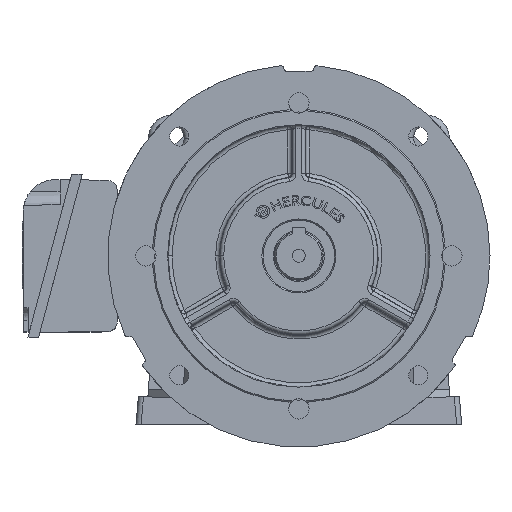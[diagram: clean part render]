
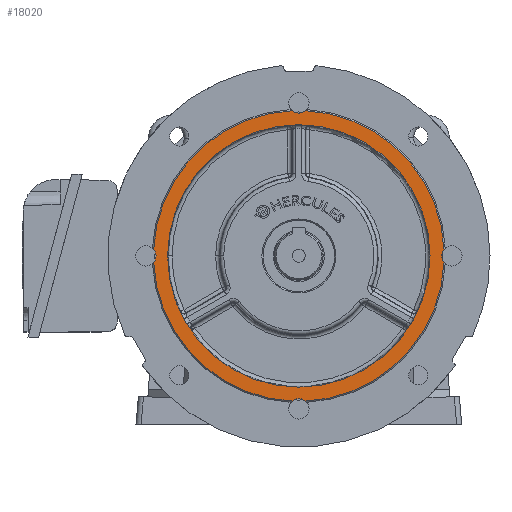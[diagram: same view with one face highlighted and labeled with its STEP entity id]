
A CAD part, top view. The second image highlights one B-rep face of the part: STEP entity #18020.
In plain terms, the highlighted planar face has unit normal (0, 0, 1).
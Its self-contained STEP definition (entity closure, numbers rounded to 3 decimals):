
#827 = DIRECTION ( 'NONE',  ( 0., 1., 0. ) ) ;
#1695 = CARTESIAN_POINT ( 'NONE',  ( 0., 0., 66.5 ) ) ;
#2168 = CIRCLE ( 'NONE', #22872, 8. ) ;
#2279 = VERTEX_POINT ( 'NONE', #58822 ) ;
#2904 = ORIENTED_EDGE ( 'NONE', *, *, #30769, .F. ) ;
#4913 = CARTESIAN_POINT ( 'NONE',  ( 0., -120., 66.5 ) ) ;
#5012 = CARTESIAN_POINT ( 'NONE',  ( 0., 95., 66.5 ) ) ;
#5325 = DIRECTION ( 'NONE',  ( -1., 0., 0. ) ) ;
#5595 = DIRECTION ( 'NONE',  ( 1., 0., 0. ) ) ;
#5710 = VERTEX_POINT ( 'NONE', #58246 ) ;
#6426 = CARTESIAN_POINT ( 'NONE',  ( -120., 0., 66.5 ) ) ;
#7333 = CARTESIAN_POINT ( 'NONE',  ( 0., 0., 66.5 ) ) ;
#7936 = EDGE_CURVE ( 'NONE', #45029, #16761, #34568, .T. ) ;
#10651 = FACE_OUTER_BOUND ( 'NONE', #17882, .T. ) ;
#11119 = EDGE_LOOP ( 'NONE', ( #74591, #57743 ) ) ;
#11612 = DIRECTION ( 'NONE',  ( 1., 0., 0. ) ) ;
#11789 = EDGE_CURVE ( 'NONE', #50049, #5710, #29247, .T. ) ;
#12872 = CIRCLE ( 'NONE', #71840, 8. ) ;
#12877 = ORIENTED_EDGE ( 'NONE', *, *, #52602, .T. ) ;
#13355 = CARTESIAN_POINT ( 'NONE',  ( 0., 0., 66.5 ) ) ;
#13486 = EDGE_CURVE ( 'NONE', #26782, #16761, #12872, .T. ) ;
#14000 = CIRCLE ( 'NONE', #78381, 8. ) ;
#15214 = DIRECTION ( 'NONE',  ( 1., 0., 0. ) ) ;
#15588 = CARTESIAN_POINT ( 'NONE',  ( 0., 0., 66.5 ) ) ;
#15984 = CIRCLE ( 'NONE', #43419, 114. ) ;
#16565 = DIRECTION ( 'NONE',  ( 0., 0., 1. ) ) ;
#16631 = VERTEX_POINT ( 'NONE', #20954 ) ;
#16761 = VERTEX_POINT ( 'NONE', #50865 ) ;
#17147 = DIRECTION ( 'NONE',  ( 1., 0., 0. ) ) ;
#17334 = CIRCLE ( 'NONE', #28304, 114. ) ;
#17882 = EDGE_LOOP ( 'NONE', ( #24027, #22152, #19491, #2904, #12877, #66249, #54930, #54018, #21230, #53265 ) ) ;
#18020 = ADVANCED_FACE ( 'NONE', ( #10651, #63892 ), #30870, .T. ) ;
#18218 = CARTESIAN_POINT ( 'NONE',  ( 112., 0., 66.5 ) ) ;
#19133 = EDGE_CURVE ( 'NONE', #34313, #75377, #69453, .T. ) ;
#19277 = EDGE_CURVE ( 'NONE', #50049, #55934, #15984, .T. ) ;
#19491 = ORIENTED_EDGE ( 'NONE', *, *, #13486, .F. ) ;
#20587 = EDGE_CURVE ( 'NONE', #16631, #2279, #17334, .T. ) ;
#20854 = AXIS2_PLACEMENT_3D ( 'NONE', #49688, #83937, #24343 ) ;
#20954 = CARTESIAN_POINT ( 'NONE',  ( -5.156, 113.883, 66.5 ) ) ;
#21230 = ORIENTED_EDGE ( 'NONE', *, *, #11789, .F. ) ;
#21432 = AXIS2_PLACEMENT_3D ( 'NONE', #5012, #76346, #17147 ) ;
#22152 = ORIENTED_EDGE ( 'NONE', *, *, #7936, .T. ) ;
#22872 = AXIS2_PLACEMENT_3D ( 'NONE', #4913, #30771, #5325 ) ;
#22950 = DIRECTION ( 'NONE',  ( 0., 0., 1. ) ) ;
#23536 = DIRECTION ( 'NONE',  ( 0., 0., 1. ) ) ;
#24027 = ORIENTED_EDGE ( 'NONE', *, *, #71100, .F. ) ;
#24343 = DIRECTION ( 'NONE',  ( 1., 0., 0. ) ) ;
#25662 = CARTESIAN_POINT ( 'NONE',  ( -113.883, -5.156, 66.5 ) ) ;
#26782 = VERTEX_POINT ( 'NONE', #18218 ) ;
#28304 = AXIS2_PLACEMENT_3D ( 'NONE', #15588, #61928, #28903 ) ;
#28903 = DIRECTION ( 'NONE',  ( 1., 0., 0. ) ) ;
#29247 = CIRCLE ( 'NONE', #64874, 8. ) ;
#30769 = EDGE_CURVE ( 'NONE', #50926, #26782, #41389, .T. ) ;
#30771 = DIRECTION ( 'NONE',  ( 0., 0., 1. ) ) ;
#30870 = PLANE ( 'NONE',  #21432 ) ;
#31816 = VERTEX_POINT ( 'NONE', #77050 ) ;
#33602 = DIRECTION ( 'NONE',  ( 0., 0., -1. ) ) ;
#34041 = DIRECTION ( 'NONE',  ( 1., 0., 0. ) ) ;
#34313 = VERTEX_POINT ( 'NONE', #42666 ) ;
#34568 = CIRCLE ( 'NONE', #20854, 114. ) ;
#34837 = DIRECTION ( 'NONE',  ( 0., 0., 1. ) ) ;
#35881 = CIRCLE ( 'NONE', #83803, 102.93 ) ;
#39357 = EDGE_CURVE ( 'NONE', #16631, #31816, #44102, .T. ) ;
#41389 = CIRCLE ( 'NONE', #48258, 8. ) ;
#42339 = CARTESIAN_POINT ( 'NONE',  ( 102.93, 0., 66.5 ) ) ;
#42666 = CARTESIAN_POINT ( 'NONE',  ( -102.93, 0., 66.5 ) ) ;
#43419 = AXIS2_PLACEMENT_3D ( 'NONE', #44688, #45964, #11612 ) ;
#43997 = CARTESIAN_POINT ( 'NONE',  ( 120., 0., 66.5 ) ) ;
#44102 = CIRCLE ( 'NONE', #68789, 8. ) ;
#44688 = CARTESIAN_POINT ( 'NONE',  ( 0., 0., 66.5 ) ) ;
#45029 = VERTEX_POINT ( 'NONE', #77847 ) ;
#45964 = DIRECTION ( 'NONE',  ( 0., 0., 1. ) ) ;
#48258 = AXIS2_PLACEMENT_3D ( 'NONE', #43997, #16565, #70176 ) ;
#49288 = DIRECTION ( 'NONE',  ( 0., 1., 0. ) ) ;
#49688 = CARTESIAN_POINT ( 'NONE',  ( 0., 0., 66.5 ) ) ;
#50049 = VERTEX_POINT ( 'NONE', #25662 ) ;
#50175 = CARTESIAN_POINT ( 'NONE',  ( 113.883, 5.156, 66.5 ) ) ;
#50865 = CARTESIAN_POINT ( 'NONE',  ( 113.883, -5.156, 66.5 ) ) ;
#50926 = VERTEX_POINT ( 'NONE', #50175 ) ;
#52602 = EDGE_CURVE ( 'NONE', #50926, #31816, #81652, .T. ) ;
#52998 = CARTESIAN_POINT ( 'NONE',  ( 120., 0., 66.5 ) ) ;
#53265 = ORIENTED_EDGE ( 'NONE', *, *, #19277, .T. ) ;
#54018 = ORIENTED_EDGE ( 'NONE', *, *, #83259, .F. ) ;
#54930 = ORIENTED_EDGE ( 'NONE', *, *, #20587, .T. ) ;
#55621 = AXIS2_PLACEMENT_3D ( 'NONE', #1695, #34837, #69111 ) ;
#55934 = VERTEX_POINT ( 'NONE', #60913 ) ;
#57743 = ORIENTED_EDGE ( 'NONE', *, *, #19133, .T. ) ;
#58246 = CARTESIAN_POINT ( 'NONE',  ( -112., 0., 66.5 ) ) ;
#58822 = CARTESIAN_POINT ( 'NONE',  ( -113.883, 5.156, 66.5 ) ) ;
#60913 = CARTESIAN_POINT ( 'NONE',  ( -5.156, -113.883, 66.5 ) ) ;
#61928 = DIRECTION ( 'NONE',  ( 0., 0., 1. ) ) ;
#63892 = FACE_BOUND ( 'NONE', #11119, .T. ) ;
#64094 = EDGE_CURVE ( 'NONE', #75377, #34313, #35881, .T. ) ;
#64475 = DIRECTION ( 'NONE',  ( 0., 0., -1. ) ) ;
#64874 = AXIS2_PLACEMENT_3D ( 'NONE', #82296, #23536, #49288 ) ;
#65735 = DIRECTION ( 'NONE',  ( 0., 0., 1. ) ) ;
#66249 = ORIENTED_EDGE ( 'NONE', *, *, #39357, .F. ) ;
#67558 = DIRECTION ( 'NONE',  ( 0., -1., 0. ) ) ;
#68127 = AXIS2_PLACEMENT_3D ( 'NONE', #7333, #33602, #34041 ) ;
#68789 = AXIS2_PLACEMENT_3D ( 'NONE', #74019, #22950, #15214 ) ;
#69111 = DIRECTION ( 'NONE',  ( 1., 0., 0. ) ) ;
#69453 = CIRCLE ( 'NONE', #68127, 102.93 ) ;
#70176 = DIRECTION ( 'NONE',  ( 0., -1., 0. ) ) ;
#71100 = EDGE_CURVE ( 'NONE', #45029, #55934, #2168, .T. ) ;
#71840 = AXIS2_PLACEMENT_3D ( 'NONE', #52998, #73159, #67558 ) ;
#73159 = DIRECTION ( 'NONE',  ( 0., 0., 1. ) ) ;
#74019 = CARTESIAN_POINT ( 'NONE',  ( 0., 120., 66.5 ) ) ;
#74591 = ORIENTED_EDGE ( 'NONE', *, *, #64094, .T. ) ;
#75377 = VERTEX_POINT ( 'NONE', #42339 ) ;
#76346 = DIRECTION ( 'NONE',  ( 0., 0., 1. ) ) ;
#77050 = CARTESIAN_POINT ( 'NONE',  ( 5.156, 113.883, 66.5 ) ) ;
#77847 = CARTESIAN_POINT ( 'NONE',  ( 5.156, -113.883, 66.5 ) ) ;
#78381 = AXIS2_PLACEMENT_3D ( 'NONE', #6426, #65735, #827 ) ;
#81652 = CIRCLE ( 'NONE', #55621, 114. ) ;
#82296 = CARTESIAN_POINT ( 'NONE',  ( -120., 0., 66.5 ) ) ;
#83259 = EDGE_CURVE ( 'NONE', #5710, #2279, #14000, .T. ) ;
#83803 = AXIS2_PLACEMENT_3D ( 'NONE', #13355, #64475, #5595 ) ;
#83937 = DIRECTION ( 'NONE',  ( 0., 0., 1. ) ) ;
